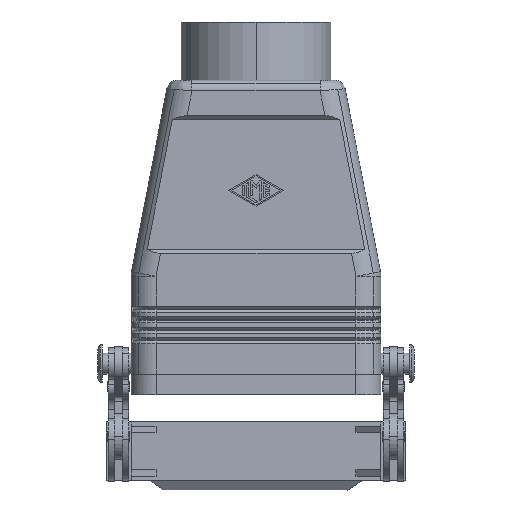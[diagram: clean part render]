
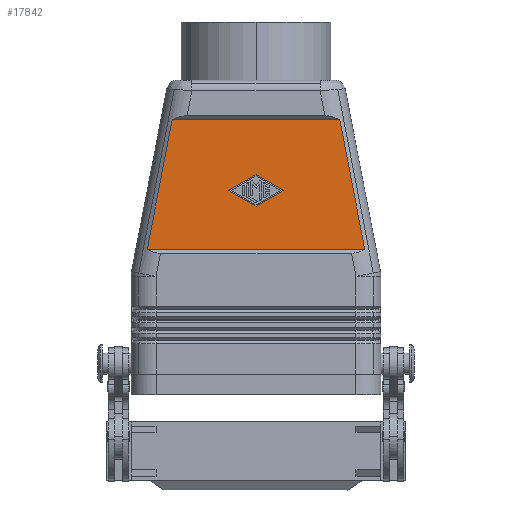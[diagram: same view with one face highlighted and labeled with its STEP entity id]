
A CAD part, front view. The second image highlights one B-rep face of the part: STEP entity #17842.
In plain terms, the highlighted planar face has unit normal (0, -1, 0).
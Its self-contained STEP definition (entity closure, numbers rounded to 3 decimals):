
#1184=CARTESIAN_POINT('',(20.106,-20.5,66.0));
#1185=VERTEX_POINT('',#1184);
#1193=CARTESIAN_POINT('',(26.106,-20.5,35.0));
#1194=VERTEX_POINT('',#1193);
#1195=CARTESIAN_POINT('',(20.106,-20.5,66.0));
#1196=DIRECTION('',(0.19,0.0,-0.982));
#1197=VECTOR('',#1196,31.575);
#1198=LINE('',#1195,#1197);
#1199=EDGE_CURVE('',#1185,#1194,#1198,.T.);
#1418=CARTESIAN_POINT('',(-26.106,-20.5,35.0));
#1419=VERTEX_POINT('',#1418);
#1427=CARTESIAN_POINT('',(-20.106,-20.5,66.0));
#1428=VERTEX_POINT('',#1427);
#1429=CARTESIAN_POINT('',(-26.106,-20.5,35.0));
#1430=DIRECTION('',(0.19,0.0,0.982));
#1431=VECTOR('',#1430,31.575);
#1432=LINE('',#1429,#1431);
#1433=EDGE_CURVE('',#1419,#1428,#1432,.T.);
#16987=CARTESIAN_POINT('',(0.,-20.5,52.824));
#16988=VERTEX_POINT('',#16987);
#16989=CARTESIAN_POINT('',(6.5,-20.5,49.075));
#16990=VERTEX_POINT('',#16989);
#16991=CARTESIAN_POINT('',(0.,-20.5,52.824));
#16992=DIRECTION('',(0.866,0.0,-0.5));
#16993=VECTOR('',#16992,7.504);
#16994=LINE('',#16991,#16993);
#16995=EDGE_CURVE('',#16988,#16990,#16994,.T.);
#17027=CARTESIAN_POINT('',(0.,-20.5,45.326));
#17028=VERTEX_POINT('',#17027);
#17029=CARTESIAN_POINT('',(6.5,-20.5,49.075));
#17030=DIRECTION('',(-0.866,0.0,-0.5));
#17031=VECTOR('',#17030,7.504);
#17032=LINE('',#17029,#17031);
#17033=EDGE_CURVE('',#16990,#17028,#17032,.T.);
#17111=CARTESIAN_POINT('',(-6.5,-20.5,49.075));
#17112=VERTEX_POINT('',#17111);
#17113=CARTESIAN_POINT('',(0.,-20.5,45.326));
#17114=DIRECTION('',(-0.866,0.0,0.5));
#17115=VECTOR('',#17114,7.504);
#17116=LINE('',#17113,#17115);
#17117=EDGE_CURVE('',#17028,#17112,#17116,.T.);
#17142=CARTESIAN_POINT('',(-6.5,-20.5,49.075));
#17143=DIRECTION('',(0.866,0.0,0.5));
#17144=VECTOR('',#17143,7.504);
#17145=LINE('',#17142,#17144);
#17146=EDGE_CURVE('',#17112,#16988,#17145,.T.);
#17815=CARTESIAN_POINT('',(0.0,-20.5,66.0));
#17816=DIRECTION('',(0.0,1.0,0.0));
#17817=DIRECTION('',(0.0,0.0,1.0));
#17818=AXIS2_PLACEMENT_3D('',#17815,#17816,#17817);
#17819=PLANE('',#17818);
#17820=ORIENTED_EDGE('',*,*,#1199,.F.);
#17821=CARTESIAN_POINT('',(-20.106,-20.5,66.0));
#17822=DIRECTION('',(1.0,0.0,0.0));
#17823=VECTOR('',#17822,40.211);
#17824=LINE('',#17821,#17823);
#17825=EDGE_CURVE('',#1428,#1185,#17824,.T.);
#17826=ORIENTED_EDGE('',*,*,#17825,.F.);
#17827=ORIENTED_EDGE('',*,*,#1433,.F.);
#17828=CARTESIAN_POINT('',(-26.106,-20.5,35.0));
#17829=DIRECTION('',(1.0,0.0,0.0));
#17830=VECTOR('',#17829,52.211);
#17831=LINE('',#17828,#17830);
#17832=EDGE_CURVE('',#1419,#1194,#17831,.T.);
#17833=ORIENTED_EDGE('',*,*,#17832,.T.);
#17834=EDGE_LOOP('',(#17820,#17826,#17827,#17833));
#17835=FACE_OUTER_BOUND('',#17834,.T.);
#17836=ORIENTED_EDGE('',*,*,#17117,.T.);
#17837=ORIENTED_EDGE('',*,*,#17146,.T.);
#17838=ORIENTED_EDGE('',*,*,#16995,.T.);
#17839=ORIENTED_EDGE('',*,*,#17033,.T.);
#17840=EDGE_LOOP('',(#17836,#17837,#17838,#17839));
#17841=FACE_BOUND('',#17840,.T.);
#17842=ADVANCED_FACE('',(#17835,#17841),#17819,.F.);
